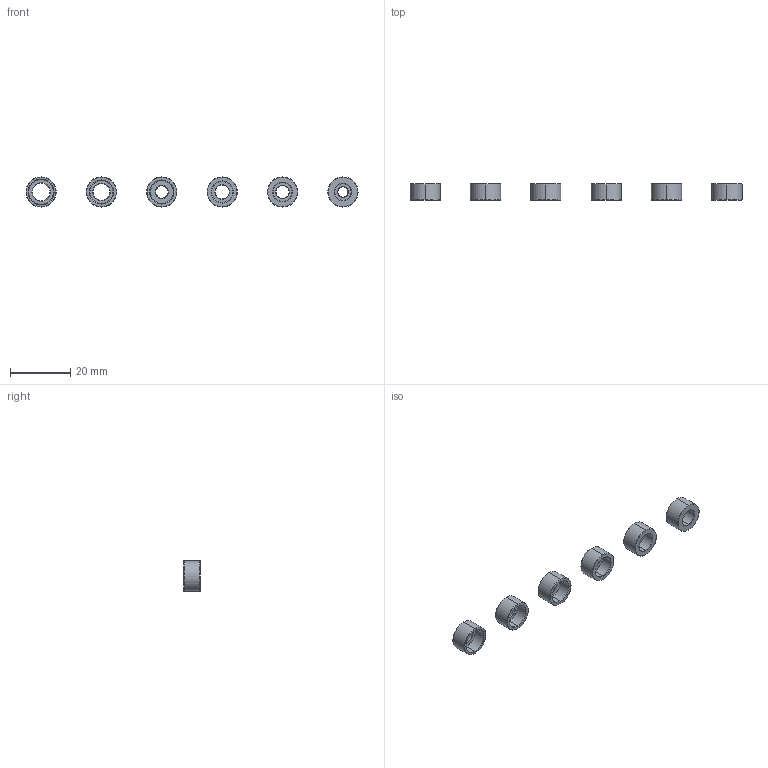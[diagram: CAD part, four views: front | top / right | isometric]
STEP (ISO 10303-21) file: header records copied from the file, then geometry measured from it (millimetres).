
FILE_DESCRIPTION (( 'STEP AP203' ), '1' );
FILE_NAME ('杶遠統蕉芞.STEP', '2025-02-28T05:25:55', ( '' ), ( '' ), 'SwSTEP 2.0', 'SolidWorks 2022', '' );
FILE_SCHEMA (( 'CONFIG_CONTROL_DESIGN' ));
Length unit declared in the file: millimetre
Products named in the file (1): 杶遠統蕉芞
Bounding box: 110 x 5.5 x 10 mm (x, y, z)
Volume: 1438.5 mm3; surface area: 2407.4 mm2
Topology: 6 solids, 6 shells, 126 faces, 252 edges, 144 vertices
Faces by surface type: torus 72, cylinder 36, plane 18
Entity records: 3407 total; most frequent: DIRECTION 722, CARTESIAN_POINT 523, ORIENTED_EDGE 504, AXIS2_PLACEMENT_3D 343, EDGE_CURVE 252, CIRCLE 216, EDGE_LOOP 144, VERTEX_POINT 144
